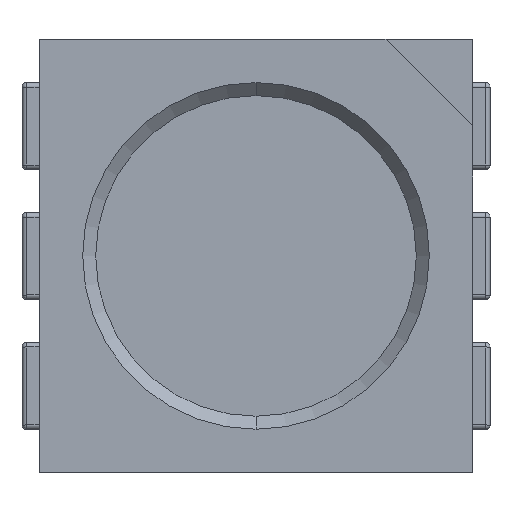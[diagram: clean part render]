
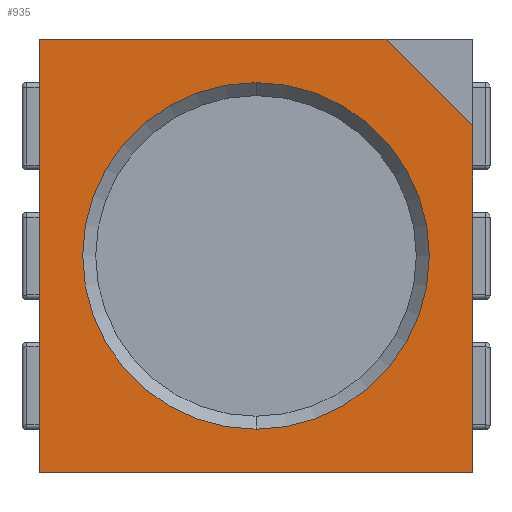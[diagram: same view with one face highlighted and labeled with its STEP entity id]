
A CAD part, top view. The second image highlights one B-rep face of the part: STEP entity #935.
In plain terms, the highlighted planar face has unit normal (0, 0, 1).
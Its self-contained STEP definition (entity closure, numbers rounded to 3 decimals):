
#108 = VERTEX_POINT('',#109);
#109 = CARTESIAN_POINT('',(0.1,-1.95,1.45));
#115 = EDGE_CURVE('',#116,#108,#118,.T.);
#116 = VERTEX_POINT('',#117);
#117 = CARTESIAN_POINT('',(0.1,2.05,1.45));
#118 = CIRCLE('',#119,2.);
#119 = AXIS2_PLACEMENT_3D('',#120,#121,#122);
#120 = CARTESIAN_POINT('',(0.1,0.05,1.45));
#121 = DIRECTION('',(0.,0.,1.));
#122 = DIRECTION('',(0.,-1.,0.));
#705 = VERTEX_POINT('',#706);
#706 = CARTESIAN_POINT('',(2.6,1.55,1.45));
#712 = EDGE_CURVE('',#713,#705,#715,.T.);
#713 = VERTEX_POINT('',#714);
#714 = CARTESIAN_POINT('',(2.6,-2.45,1.45));
#715 = LINE('',#716,#717);
#716 = CARTESIAN_POINT('',(2.6,-2.45,1.45));
#717 = VECTOR('',#718,1.);
#718 = DIRECTION('',(0.,1.,0.));
#859 = VERTEX_POINT('',#860);
#860 = CARTESIAN_POINT('',(-2.4,-2.45,1.45));
#866 = EDGE_CURVE('',#867,#859,#869,.T.);
#867 = VERTEX_POINT('',#868);
#868 = CARTESIAN_POINT('',(-2.4,2.55,1.45));
#869 = LINE('',#870,#871);
#870 = CARTESIAN_POINT('',(-2.4,-2.45,1.45));
#871 = VECTOR('',#872,1.);
#872 = DIRECTION('',(0.,-1.,0.));
#891 = EDGE_CURVE('',#859,#713,#892,.T.);
#892 = LINE('',#893,#894);
#893 = CARTESIAN_POINT('',(-2.4,-2.45,1.45));
#894 = VECTOR('',#895,1.);
#895 = DIRECTION('',(1.,0.,0.));
#906 = EDGE_CURVE('',#907,#867,#909,.T.);
#907 = VERTEX_POINT('',#908);
#908 = CARTESIAN_POINT('',(1.6,2.55,1.45));
#909 = LINE('',#910,#911);
#910 = CARTESIAN_POINT('',(-2.4,2.55,1.45));
#911 = VECTOR('',#912,1.);
#912 = DIRECTION('',(-1.,0.,0.));
#935 = ADVANCED_FACE('',(#936,#946),#958,.F.);
#936 = FACE_BOUND('',#937,.T.);
#937 = EDGE_LOOP('',(#938,#945));
#938 = ORIENTED_EDGE('',*,*,#939,.F.);
#939 = EDGE_CURVE('',#108,#116,#940,.T.);
#940 = CIRCLE('',#941,2.);
#941 = AXIS2_PLACEMENT_3D('',#942,#943,#944);
#942 = CARTESIAN_POINT('',(0.1,0.05,1.45));
#943 = DIRECTION('',(0.,0.,1.));
#944 = DIRECTION('',(0.,-1.,0.));
#945 = ORIENTED_EDGE('',*,*,#115,.F.);
#946 = FACE_BOUND('',#947,.T.);
#947 = EDGE_LOOP('',(#948,#949,#955,#956,#957));
#948 = ORIENTED_EDGE('',*,*,#712,.T.);
#949 = ORIENTED_EDGE('',*,*,#950,.F.);
#950 = EDGE_CURVE('',#907,#705,#951,.T.);
#951 = LINE('',#952,#953);
#952 = CARTESIAN_POINT('',(1.6,2.55,1.45));
#953 = VECTOR('',#954,1.);
#954 = DIRECTION('',(0.707,-0.707,0.)
  );
#955 = ORIENTED_EDGE('',*,*,#906,.T.);
#956 = ORIENTED_EDGE('',*,*,#866,.T.);
#957 = ORIENTED_EDGE('',*,*,#891,.T.);
#958 = PLANE('',#959);
#959 = AXIS2_PLACEMENT_3D('',#960,#961,#962);
#960 = CARTESIAN_POINT('',(-2.4,-2.45,1.45));
#961 = DIRECTION('',(0.,0.,-1.));
#962 = DIRECTION('',(0.,1.,0.));
